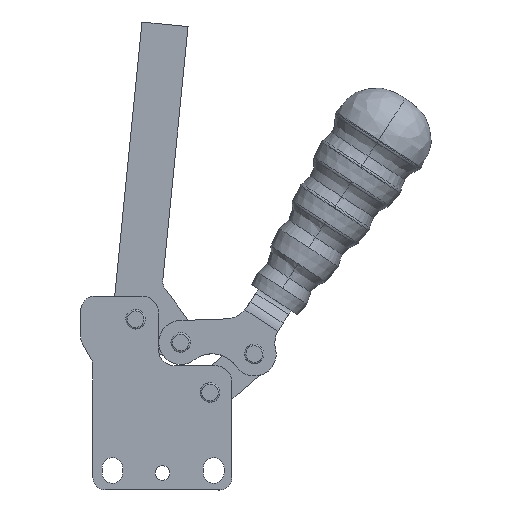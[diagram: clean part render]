
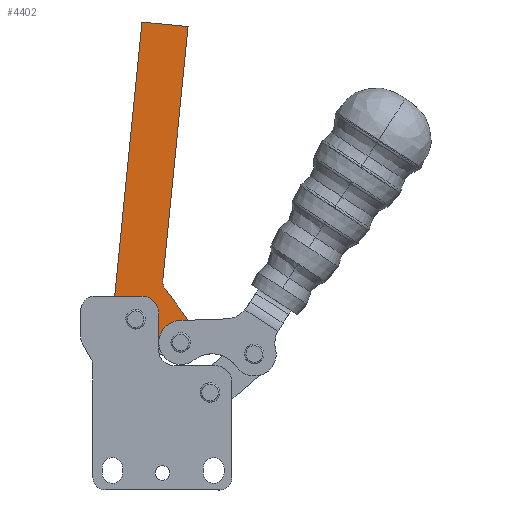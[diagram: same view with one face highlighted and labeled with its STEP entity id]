
A CAD part, front view. The second image highlights one B-rep face of the part: STEP entity #4402.
In plain terms, the highlighted planar face has unit normal (0, -1, 0).
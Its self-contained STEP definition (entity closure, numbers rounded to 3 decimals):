
#1500=CARTESIAN_POINT('',(74.55,-84.813,10.703));
#1501=VERTEX_POINT('',#1500);
#1517=CARTESIAN_POINT('',(76.601,-84.813,5.753));
#1518=VERTEX_POINT('',#1517);
#1525=CARTESIAN_POINT('',(69.601,-84.813,5.753));
#1526=DIRECTION('',(0.,-1.0,0.));
#1527=DIRECTION('',(0.707,0.,0.707));
#1528=AXIS2_PLACEMENT_3D('',#1525,#1526,#1527);
#1529=CIRCLE('',#1528,7.0);
#1530=EDGE_CURVE('',#1518,#1501,#1529,.T.);
#4078=CARTESIAN_POINT('',(78.462,-84.813,17.324));
#4079=VERTEX_POINT('',#4078);
#4095=CARTESIAN_POINT('',(78.272,-84.813,19.528));
#4096=VERTEX_POINT('',#4095);
#4103=CARTESIAN_POINT('',(84.242,-84.813,18.932));
#4104=DIRECTION('',(0.,-1.,0.));
#4105=DIRECTION('',(-0.963,0.,-0.268));
#4106=AXIS2_PLACEMENT_3D('',#4103,#4104,#4105);
#4107=CIRCLE('',#4106,6.0);
#4108=EDGE_CURVE('',#4096,#4079,#4107,.T.);
#4298=CARTESIAN_POINT('',(76.601,-84.813,-6.254));
#4299=VERTEX_POINT('',#4298);
#4316=CARTESIAN_POINT('',(74.665,-84.813,53.744));
#4317=DIRECTION('',(0.0,-1.0,0.0));
#4318=DIRECTION('',(-0.099,0.0,-0.995));
#4319=AXIS2_PLACEMENT_3D('',#4316,#4317,#4318);
#4320=PLANE('',#4319);
#4321=CARTESIAN_POINT('',(69.601,-84.813,12.753));
#4322=VERTEX_POINT('',#4321);
#4323=CARTESIAN_POINT('',(58.501,-84.813,12.753));
#4324=VERTEX_POINT('',#4323);
#4325=CARTESIAN_POINT('',(69.601,-84.813,12.753));
#4326=DIRECTION('',(-1.0,0.0,0.0));
#4327=VECTOR('',#4326,11.099);
#4328=LINE('',#4325,#4327);
#4329=EDGE_CURVE('',#4322,#4324,#4328,.T.);
#4330=ORIENTED_EDGE('',*,*,#4329,.F.);
#4331=CARTESIAN_POINT('',(69.601,-84.813,5.753));
#4332=DIRECTION('',(0.,-1.0,0.));
#4333=DIRECTION('',(0.707,0.,0.707));
#4334=AXIS2_PLACEMENT_3D('',#4331,#4332,#4333);
#4335=CIRCLE('',#4334,7.0);
#4336=EDGE_CURVE('',#1501,#4322,#4335,.T.);
#4337=ORIENTED_EDGE('',*,*,#4336,.F.);
#4338=ORIENTED_EDGE('',*,*,#1530,.F.);
#4339=CARTESIAN_POINT('',(76.601,-84.813,5.753));
#4340=DIRECTION('',(0.0,0.0,-1.0));
#4341=VECTOR('',#4340,12.007);
#4342=LINE('',#4339,#4341);
#4343=EDGE_CURVE('',#1518,#4299,#4342,.T.);
#4344=ORIENTED_EDGE('',*,*,#4343,.T.);
#4345=CARTESIAN_POINT('',(85.284,-84.813,2.74));
#4346=VERTEX_POINT('',#4345);
#4347=CARTESIAN_POINT('',(85.601,-84.813,-6.254));
#4348=DIRECTION('',(0.,1.0,0.));
#4349=DIRECTION('',(-0.035,0.,0.999));
#4350=AXIS2_PLACEMENT_3D('',#4347,#4348,#4349);
#4351=CIRCLE('',#4350,9.);
#4352=EDGE_CURVE('',#4299,#4346,#4351,.T.);
#4353=ORIENTED_EDGE('',*,*,#4352,.T.);
#4354=CARTESIAN_POINT('',(88.771,-84.813,2.863));
#4355=VERTEX_POINT('',#4354);
#4356=CARTESIAN_POINT('',(85.284,-84.813,2.74));
#4357=DIRECTION('',(0.999,0.,0.035));
#4358=VECTOR('',#4357,3.489);
#4359=LINE('',#4356,#4358);
#4360=EDGE_CURVE('',#4346,#4355,#4359,.T.);
#4361=ORIENTED_EDGE('',*,*,#4360,.T.);
#4362=CARTESIAN_POINT('',(79.438,-84.813,15.338));
#4363=VERTEX_POINT('',#4362);
#4364=CARTESIAN_POINT('',(79.438,-84.813,15.338));
#4365=DIRECTION('',(0.599,0.0,-0.801));
#4366=VECTOR('',#4365,15.58);
#4367=LINE('',#4364,#4366);
#4368=EDGE_CURVE('',#4363,#4355,#4367,.T.);
#4369=ORIENTED_EDGE('',*,*,#4368,.F.);
#4370=CARTESIAN_POINT('',(84.242,-84.813,18.932));
#4371=DIRECTION('',(0.,-1.,0.));
#4372=DIRECTION('',(-0.963,0.,-0.268));
#4373=AXIS2_PLACEMENT_3D('',#4370,#4371,#4372);
#4374=CIRCLE('',#4373,6.0);
#4375=EDGE_CURVE('',#4079,#4363,#4374,.T.);
#4376=ORIENTED_EDGE('',*,*,#4375,.F.);
#4377=ORIENTED_EDGE('',*,*,#4108,.F.);
#4378=CARTESIAN_POINT('',(88.619,-84.813,123.209));
#4379=VERTEX_POINT('',#4378);
#4380=CARTESIAN_POINT('',(88.619,-84.813,123.209));
#4381=DIRECTION('',(-0.099,0.,-0.995));
#4382=VECTOR('',#4381,104.196);
#4383=LINE('',#4380,#4382);
#4384=EDGE_CURVE('',#4379,#4096,#4383,.T.);
#4385=ORIENTED_EDGE('',*,*,#4384,.F.);
#4386=CARTESIAN_POINT('',(69.713,-84.813,125.096));
#4387=VERTEX_POINT('',#4386);
#4388=CARTESIAN_POINT('',(69.713,-84.813,125.096));
#4389=DIRECTION('',(0.995,0.,-0.099));
#4390=VECTOR('',#4389,19.);
#4391=LINE('',#4388,#4390);
#4392=EDGE_CURVE('',#4387,#4379,#4391,.T.);
#4393=ORIENTED_EDGE('',*,*,#4392,.F.);
#4394=CARTESIAN_POINT('',(58.501,-84.813,12.753));
#4395=DIRECTION('',(0.099,0.0,0.995));
#4396=VECTOR('',#4395,112.901);
#4397=LINE('',#4394,#4396);
#4398=EDGE_CURVE('',#4324,#4387,#4397,.T.);
#4399=ORIENTED_EDGE('',*,*,#4398,.F.);
#4400=EDGE_LOOP('',(#4330,#4337,#4338,#4344,#4353,#4361,#4369,#4376,#4377,#4385,#4393,#4399));
#4401=FACE_OUTER_BOUND('',#4400,.T.);
#4402=ADVANCED_FACE('',(#4401),#4320,.T.);
